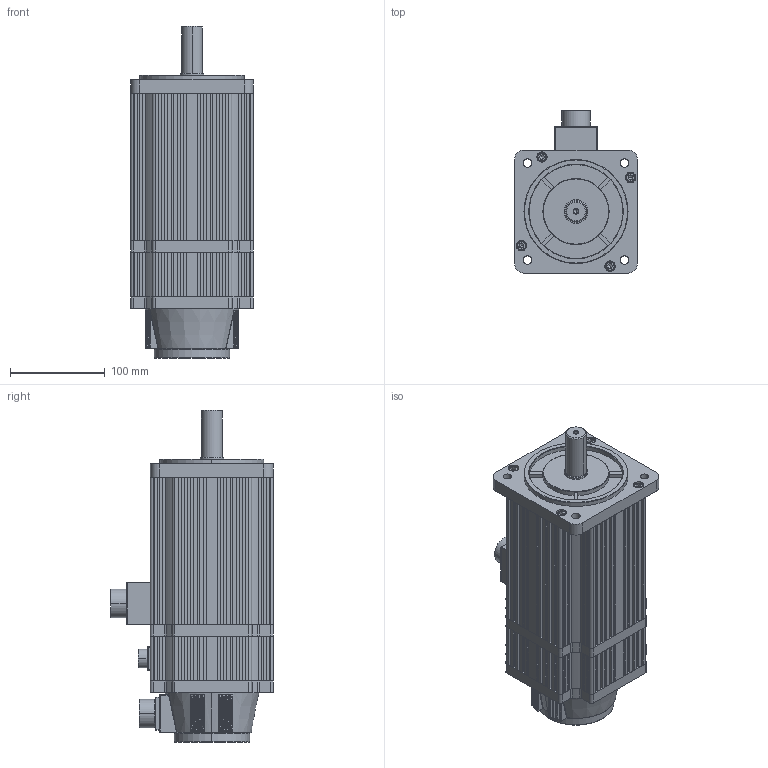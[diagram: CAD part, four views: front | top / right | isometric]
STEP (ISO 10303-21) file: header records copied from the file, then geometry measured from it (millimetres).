
FILE_DESCRIPTION (( 'STEP AP214' ), '1' );
FILE_NAME ('130SFM-E15025-3A2´ø±§Õ¢L294.STEP', '2021-12-28T06:16:55', ( '' ), ( '' ), 'SwSTEP 2.0', 'SolidWorks 2020', '' );
FILE_SCHEMA (( 'AUTOMOTIVE_DESIGN' ));
Length unit declared in the file: millimetre
Products named in the file (10): 惕掅; 130楊擘; 瑤脣02; 瑤脣01; 綴欶02; 130SFM-E15025-3A2湍惕掅L294; 130ヶ傷堤粣; hexagon socket head cap screws gb_GB_FASTENER_SCREWS_HSHCS M6X20-N; 130 儂旯; 130粣
Assembly tree (13 placements, depth 2):
  130SFM-E15025-3A2湍惕掅L294
    130楊擘  x2
    130ヶ傷堤粣
    130 儂旯
    130粣
    惕掅
    瑤脣01
    瑤脣02
    綴欶02
    hexagon socket head cap screws gb_GB_FASTENER_SCREWS_HSHCS M6X20-N  x4
Bounding box: 130 x 172 x 351 mm (x, y, z)
Volume: 4035906.1 mm3; surface area: 375444.5 mm2
Topology: 13 solids, 13 shells, 1343 faces, 3480 edges, 2104 vertices
Faces by surface type: plane 634, cylinder 335, bspline 142, torus 106, sphere 64, cone 62
Entity records: 41482 total; most frequent: CARTESIAN_POINT 11150, ORIENTED_EDGE 6216, DIRECTION 5779, EDGE_CURVE 3108, AXIS2_PLACEMENT_3D 1980, VERTEX_POINT 1941, VECTOR 1819, LINE 1819
